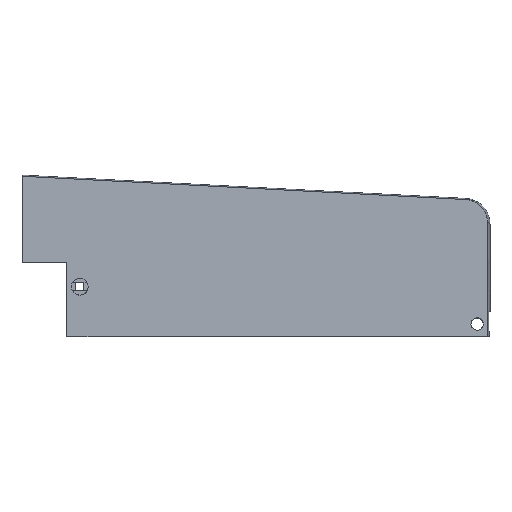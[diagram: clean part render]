
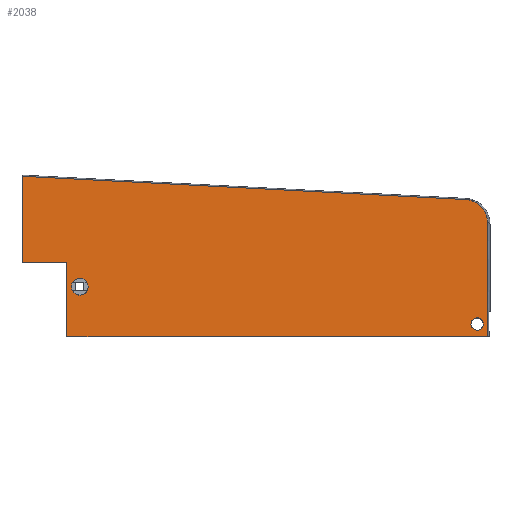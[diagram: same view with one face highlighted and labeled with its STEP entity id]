
A CAD part, front view. The second image highlights one B-rep face of the part: STEP entity #2038.
In plain terms, the highlighted planar face has unit normal (0.003, -0.999, 0.047).
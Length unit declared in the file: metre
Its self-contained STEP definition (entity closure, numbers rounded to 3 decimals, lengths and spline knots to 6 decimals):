
#16=ELLIPSE('',#2141,0.003254,0.00325);
#24=CIRCLE('',#2140,0.0024);
#96=B_SPLINE_CURVE_WITH_KNOTS('',3,(#3355,#3356,#3357,#3358,#3359,#3360,
#3361),.UNSPECIFIED.,.F.,.F.,(4,1,1,1,4),(0.,0.25,0.5,0.75,1.),
 .UNSPECIFIED.);
#97=B_SPLINE_CURVE_WITH_KNOTS('',3,(#3364,#3365,#3366,#3367),
 .UNSPECIFIED.,.F.,.F.,(4,4),(0.,1.),.UNSPECIFIED.);
#98=B_SPLINE_CURVE_WITH_KNOTS('',3,(#3374,#3375,#3376,#3377),
 .UNSPECIFIED.,.F.,.F.,(4,4),(0.,1.),.UNSPECIFIED.);
#463=ORIENTED_EDGE('',*,*,#943,.T.);
#464=ORIENTED_EDGE('',*,*,#944,.T.);
#465=ORIENTED_EDGE('',*,*,#945,.T.);
#466=ORIENTED_EDGE('',*,*,#946,.T.);
#467=ORIENTED_EDGE('',*,*,#947,.T.);
#468=ORIENTED_EDGE('',*,*,#948,.T.);
#469=ORIENTED_EDGE('',*,*,#928,.T.);
#470=ORIENTED_EDGE('',*,*,#949,.T.);
#471=ORIENTED_EDGE('',*,*,#950,.T.);
#928=EDGE_CURVE('',#1184,#1187,#1365,.F.);
#943=EDGE_CURVE('',#1199,#1199,#24,.T.);
#944=EDGE_CURVE('',#1200,#1200,#16,.T.);
#945=EDGE_CURVE('',#1201,#1202,#96,.T.);
#946=EDGE_CURVE('',#1202,#1203,#97,.T.);
#947=EDGE_CURVE('',#1203,#1204,#1374,.F.);
#948=EDGE_CURVE('',#1204,#1184,#1375,.F.);
#949=EDGE_CURVE('',#1187,#1205,#1376,.F.);
#950=EDGE_CURVE('',#1205,#1201,#98,.T.);
#1184=VERTEX_POINT('',#3273);
#1187=VERTEX_POINT('',#3279);
#1199=VERTEX_POINT('',#3352);
#1200=VERTEX_POINT('',#3354);
#1201=VERTEX_POINT('',#3362);
#1202=VERTEX_POINT('',#3363);
#1203=VERTEX_POINT('',#3368);
#1204=VERTEX_POINT('',#3370);
#1205=VERTEX_POINT('',#3373);
#1365=LINE('',#3280,#1577);
#1374=LINE('',#3369,#1586);
#1375=LINE('',#3371,#1587);
#1376=LINE('',#3372,#1588);
#1577=VECTOR('',#2370,1.);
#1586=VECTOR('',#2391,1.);
#1587=VECTOR('',#2392,1.);
#1588=VECTOR('',#2393,1.);
#1730=EDGE_LOOP('',(#463));
#1731=EDGE_LOOP('',(#464));
#1732=EDGE_LOOP('',(#465,#466,#467,#468,#469,#470,#471));
#1851=FACE_BOUND('',#1730,.T.);
#1852=FACE_BOUND('',#1731,.T.);
#1853=FACE_BOUND('',#1732,.T.);
#1937=PLANE('',#2139);
#2038=ADVANCED_FACE('',(#1851,#1852,#1853),#1937,.F.);
#2139=AXIS2_PLACEMENT_3D('',#3350,#2385,#2386);
#2140=AXIS2_PLACEMENT_3D('',#3351,#2387,#2388);
#2141=AXIS2_PLACEMENT_3D('',#3353,#2389,#2390);
#2370=DIRECTION('',(0.,0.047,0.999));
#2385=DIRECTION('',(-0.002,0.999,-0.047));
#2386=DIRECTION('',(-1.,-0.002,0.));
#2387=DIRECTION('',(-0.002,0.999,-0.047));
#2388=DIRECTION('',(0.,0.047,0.999));
#2389=DIRECTION('',(-0.002,0.999,-0.047));
#2390=DIRECTION('',(0.052,0.047,0.998));
#2391=DIRECTION('',(0.,0.047,0.999));
#2392=DIRECTION('',(-1.,-0.002,0.));
#2393=DIRECTION('',(-1.,-0.002,0.));
#3273=CARTESIAN_POINT('',(-0.164604,-0.028046,0.019));
#3279=CARTESIAN_POINT('',(-0.164604,-0.029404,-0.01));
#3280=CARTESIAN_POINT('',(-0.164604,-0.027721,0.02594));
#3350=CARTESIAN_POINT('',(-0.054868,-0.027333,0.028458));
#3351=CARTESIAN_POINT('',(-0.005,-0.028778,-0.005005));
#3352=CARTESIAN_POINT('',(-0.005,-0.028666,-0.002608));
#3353=CARTESIAN_POINT('',(-0.159604,-0.028478,0.0095));
#3354=CARTESIAN_POINT('',(-0.159434,-0.028326,0.012746));
#3355=CARTESIAN_POINT('',(-0.000971,-0.026921,0.034445));
#3356=CARTESIAN_POINT('',(-0.000971,-0.026867,0.035598));
#3357=CARTESIAN_POINT('',(-0.001409,-0.026762,0.037855));
#3358=CARTESIAN_POINT('',(-0.003282,-0.026629,0.040793));
#3359=CARTESIAN_POINT('',(-0.006118,-0.026541,0.042817));
#3360=CARTESIAN_POINT('',(-0.008348,-0.026521,0.043373));
#3361=CARTESIAN_POINT('',(-0.0095,-0.026521,0.043433));
#3362=CARTESIAN_POINT('',(-0.000971,-0.026921,0.034445));
#3363=CARTESIAN_POINT('',(-0.0095,-0.026521,0.043433));
#3364=CARTESIAN_POINT('',(-0.0095,-0.026521,0.043433));
#3365=CARTESIAN_POINT('',(-0.067034,-0.026521,0.046448));
#3366=CARTESIAN_POINT('',(-0.124569,-0.026521,0.049463));
#3367=CARTESIAN_POINT('',(-0.182104,-0.026521,0.052479));
#3368=CARTESIAN_POINT('',(-0.182104,-0.026521,0.052479));
#3369=CARTESIAN_POINT('',(-0.182104,-0.027645,0.028472));
#3370=CARTESIAN_POINT('',(-0.182104,-0.028089,0.019));
#3371=CARTESIAN_POINT('',(-0.149553,-0.028009,0.019));
#3372=CARTESIAN_POINT('',(-0.054864,-0.029135,-0.01));
#3373=CARTESIAN_POINT('',(-0.000971,-0.029002,-0.01));
#3374=CARTESIAN_POINT('',(-0.000971,-0.029002,-0.01));
#3375=CARTESIAN_POINT('',(-0.000971,-0.028308,0.004815));
#3376=CARTESIAN_POINT('',(-0.000971,-0.027615,0.01963));
#3377=CARTESIAN_POINT('',(-0.000971,-0.026921,0.034445));
